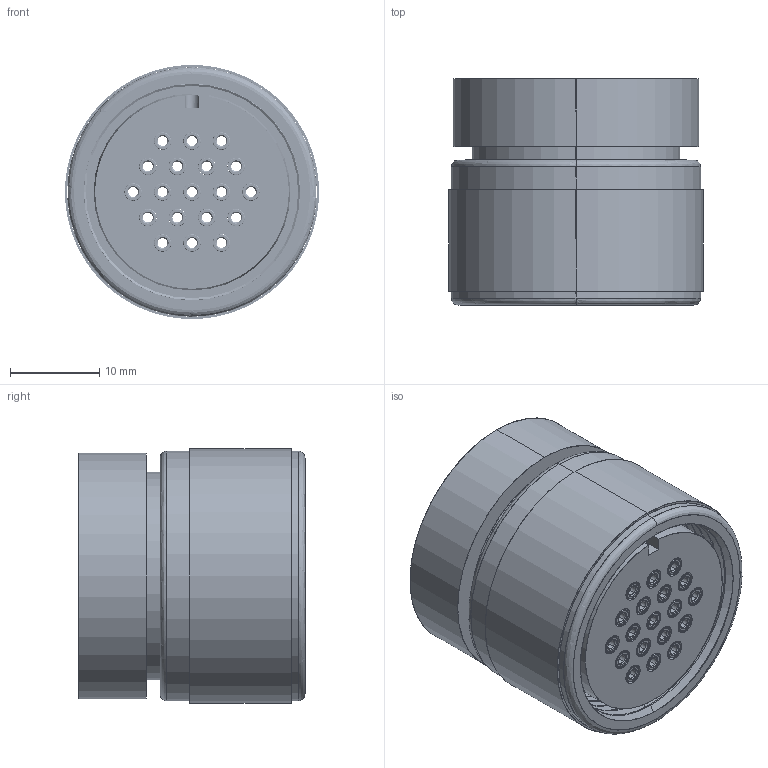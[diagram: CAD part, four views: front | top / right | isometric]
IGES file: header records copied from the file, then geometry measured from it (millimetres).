
Start section: SolidWorks IGES file using analytic representation for surfaces
Global section: file name: 16029-02-A.IGS; native system: SolidWorks 2012; preprocessor: SolidWorks 2012; author: Obadiah Bucchieri; date: 120914.130338; units: inch
Bounding box: 28.5 x 25.35 x 28.5 mm (x, y, z)
Surface area: 16063.1 mm2 (no closed solid volume)
Topology: 0 solids, 0 shells, 1201 faces, 17830 edges, 17830 vertices
Faces by surface type: revolution 657, bspline 544
